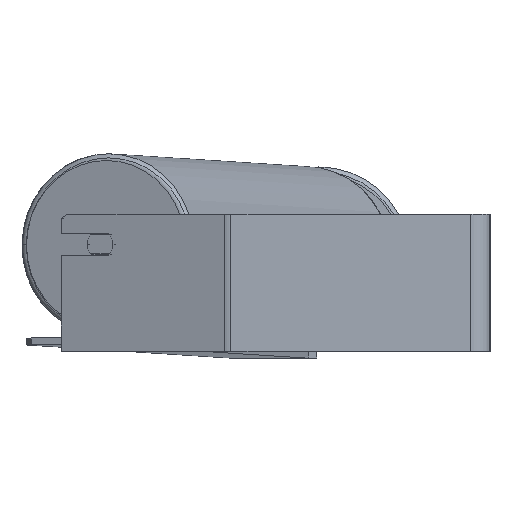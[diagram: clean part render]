
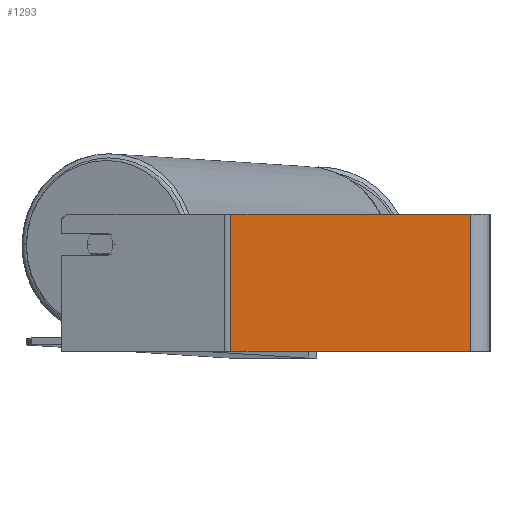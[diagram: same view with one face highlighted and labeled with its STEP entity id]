
A CAD part, left-side view. The second image highlights one B-rep face of the part: STEP entity #1293.
In plain terms, the highlighted planar face has unit normal (-1, 0, 0).
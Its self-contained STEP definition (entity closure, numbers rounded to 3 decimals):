
#159 = CARTESIAN_POINT ( 'NONE',  ( -700., 189.067, 50. ) ) ;
#317 = CARTESIAN_POINT ( 'NONE',  ( -700., 191.536, 50. ) ) ;
#336 = VECTOR ( 'NONE', #1015, 1000. ) ;
#384 = PLANE ( 'NONE',  #4397 ) ;
#404 = LINE ( 'NONE', #317, #336 ) ;
#1015 = DIRECTION ( 'NONE',  ( 0., -1., 0. ) ) ;
#1195 = CARTESIAN_POINT ( 'NONE',  ( -700., 189.067, 50. ) ) ;
#1293 = ADVANCED_FACE ( 'NONE', ( #8296 ), #384, .F. ) ;
#1397 = ORIENTED_EDGE ( 'NONE', *, *, #3874, .F. ) ;
#1932 = DIRECTION ( 'NONE',  ( 1., 0., 0. ) ) ;
#2823 = EDGE_LOOP ( 'NONE', ( #9187, #8699, #1397, #6501 ) ) ;
#3186 = EDGE_CURVE ( 'NONE', #8930, #4955, #6056, .T. ) ;
#3559 = DIRECTION ( 'NONE',  ( 0., 0., -1. ) ) ;
#3561 = EDGE_CURVE ( 'NONE', #4018, #7808, #4189, .T. ) ;
#3874 = EDGE_CURVE ( 'NONE', #4018, #8930, #404, .T. ) ;
#4018 = VERTEX_POINT ( 'NONE', #159 ) ;
#4103 = CARTESIAN_POINT ( 'NONE',  ( -700., 14., -50. ) ) ;
#4189 = LINE ( 'NONE', #1195, #4414 ) ;
#4205 = EDGE_CURVE ( 'NONE', #7808, #4955, #6088, .T. ) ;
#4397 = AXIS2_PLACEMENT_3D ( 'NONE', #9150, #1932, #6838 ) ;
#4414 = VECTOR ( 'NONE', #3559, 1000. ) ;
#4955 = VERTEX_POINT ( 'NONE', #4103 ) ;
#5346 = DIRECTION ( 'NONE',  ( 0., 0., -1. ) ) ;
#6056 = LINE ( 'NONE', #7660, #7431 ) ;
#6088 = LINE ( 'NONE', #8922, #6390 ) ;
#6390 = VECTOR ( 'NONE', #6891, 1000. ) ;
#6501 = ORIENTED_EDGE ( 'NONE', *, *, #3561, .T. ) ;
#6838 = DIRECTION ( 'NONE',  ( 0., 0., -1. ) ) ;
#6891 = DIRECTION ( 'NONE',  ( 0., -1., 0. ) ) ;
#7431 = VECTOR ( 'NONE', #5346, 1000. ) ;
#7494 = CARTESIAN_POINT ( 'NONE',  ( -700., 189.067, -50. ) ) ;
#7660 = CARTESIAN_POINT ( 'NONE',  ( -700., 14., 50. ) ) ;
#7808 = VERTEX_POINT ( 'NONE', #7494 ) ;
#8296 = FACE_OUTER_BOUND ( 'NONE', #2823, .T. ) ;
#8699 = ORIENTED_EDGE ( 'NONE', *, *, #3186, .F. ) ;
#8776 = CARTESIAN_POINT ( 'NONE',  ( -700., 14., 50. ) ) ;
#8922 = CARTESIAN_POINT ( 'NONE',  ( -700., 191.536, -50. ) ) ;
#8930 = VERTEX_POINT ( 'NONE', #8776 ) ;
#9150 = CARTESIAN_POINT ( 'NONE',  ( -700., 191.536, 50. ) ) ;
#9187 = ORIENTED_EDGE ( 'NONE', *, *, #4205, .T. ) ;
